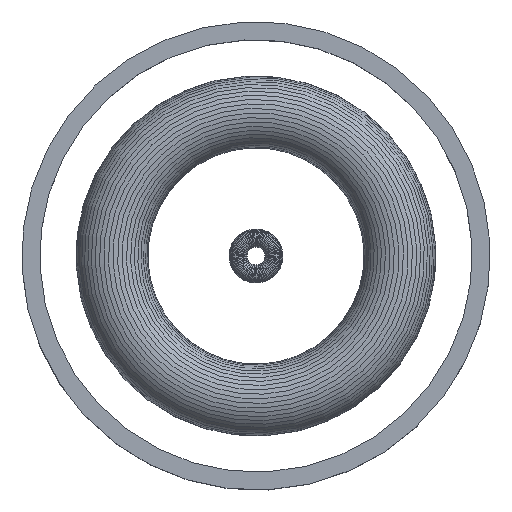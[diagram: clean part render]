
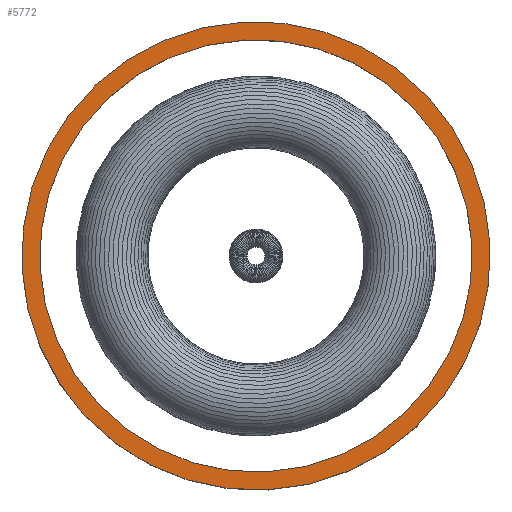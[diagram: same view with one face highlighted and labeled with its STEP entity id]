
A CAD part, top view. The second image highlights one B-rep face of the part: STEP entity #5772.
In plain terms, the highlighted planar face has unit normal (0, 0, 1).
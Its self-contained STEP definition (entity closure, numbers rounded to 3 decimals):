
#5675 = CYLINDRICAL_SURFACE('',#5676,6.);
#5676 = AXIS2_PLACEMENT_3D('',#5677,#5678,#5679);
#5677 = CARTESIAN_POINT('',(0.,0.,1.5));
#5678 = DIRECTION('',(0.,-0.,-1.));
#5679 = DIRECTION('',(0.998,0.055,0.));
#5706 = CYLINDRICAL_SURFACE('',#5707,6.5);
#5707 = AXIS2_PLACEMENT_3D('',#5708,#5709,#5710);
#5708 = CARTESIAN_POINT('',(0.,0.,0.5));
#5709 = DIRECTION('',(0.,0.,1.));
#5710 = DIRECTION('',(0.998,0.055,0.));
#5723 = VERTEX_POINT('',#5724);
#5724 = CARTESIAN_POINT('',(6.49,0.356,1.5));
#5745 = EDGE_CURVE('',#5723,#5723,#5746,.T.);
#5746 = SURFACE_CURVE('',#5747,(#5752,#5759),.PCURVE_S1.);
#5747 = CIRCLE('',#5748,6.5);
#5748 = AXIS2_PLACEMENT_3D('',#5749,#5750,#5751);
#5749 = CARTESIAN_POINT('',(0.,0.,1.5));
#5750 = DIRECTION('',(0.,-0.,1.));
#5751 = DIRECTION('',(0.998,0.055,0.));
#5752 = PCURVE('',#5706,#5753);
#5753 = DEFINITIONAL_REPRESENTATION('',(#5754),#5758);
#5754 = LINE('',#5755,#5756);
#5755 = CARTESIAN_POINT('',(0.,1.));
#5756 = VECTOR('',#5757,1.);
#5757 = DIRECTION('',(1.,0.));
#5758 = ( GEOMETRIC_REPRESENTATION_CONTEXT(2) 
PARAMETRIC_REPRESENTATION_CONTEXT() REPRESENTATION_CONTEXT('2D SPACE',''
  ) );
#5759 = PCURVE('',#5760,#5765);
#5760 = PLANE('',#5761);
#5761 = AXIS2_PLACEMENT_3D('',#5762,#5763,#5764);
#5762 = CARTESIAN_POINT('',(0.,0.,1.5));
#5763 = DIRECTION('',(0.,0.,1.));
#5764 = DIRECTION('',(0.998,0.055,0.));
#5765 = DEFINITIONAL_REPRESENTATION('',(#5766),#5770);
#5766 = CIRCLE('',#5767,6.5);
#5767 = AXIS2_PLACEMENT_2D('',#5768,#5769);
#5768 = CARTESIAN_POINT('',(0.,0.));
#5769 = DIRECTION('',(1.,0.));
#5770 = ( GEOMETRIC_REPRESENTATION_CONTEXT(2) 
PARAMETRIC_REPRESENTATION_CONTEXT() REPRESENTATION_CONTEXT('2D SPACE',''
  ) );
#5772 = ADVANCED_FACE('',(#5773,#5776),#5760,.T.);
#5773 = FACE_BOUND('',#5774,.T.);
#5774 = EDGE_LOOP('',(#5775));
#5775 = ORIENTED_EDGE('',*,*,#5745,.T.);
#5776 = FACE_BOUND('',#5777,.T.);
#5777 = EDGE_LOOP('',(#5778));
#5778 = ORIENTED_EDGE('',*,*,#5779,.F.);
#5779 = EDGE_CURVE('',#5780,#5780,#5782,.T.);
#5780 = VERTEX_POINT('',#5781);
#5781 = CARTESIAN_POINT('',(5.991,0.329,1.5));
#5782 = SURFACE_CURVE('',#5783,(#5788,#5795),.PCURVE_S1.);
#5783 = CIRCLE('',#5784,6.);
#5784 = AXIS2_PLACEMENT_3D('',#5785,#5786,#5787);
#5785 = CARTESIAN_POINT('',(0.,0.,1.5));
#5786 = DIRECTION('',(0.,-0.,1.));
#5787 = DIRECTION('',(0.998,0.055,0.));
#5788 = PCURVE('',#5760,#5789);
#5789 = DEFINITIONAL_REPRESENTATION('',(#5790),#5794);
#5790 = CIRCLE('',#5791,6.);
#5791 = AXIS2_PLACEMENT_2D('',#5792,#5793);
#5792 = CARTESIAN_POINT('',(0.,0.));
#5793 = DIRECTION('',(1.,0.));
#5794 = ( GEOMETRIC_REPRESENTATION_CONTEXT(2) 
PARAMETRIC_REPRESENTATION_CONTEXT() REPRESENTATION_CONTEXT('2D SPACE',''
  ) );
#5795 = PCURVE('',#5675,#5796);
#5796 = DEFINITIONAL_REPRESENTATION('',(#5797),#5801);
#5797 = LINE('',#5798,#5799);
#5798 = CARTESIAN_POINT('',(-0.,0.));
#5799 = VECTOR('',#5800,1.);
#5800 = DIRECTION('',(-1.,0.));
#5801 = ( GEOMETRIC_REPRESENTATION_CONTEXT(2) 
PARAMETRIC_REPRESENTATION_CONTEXT() REPRESENTATION_CONTEXT('2D SPACE',''
  ) );
